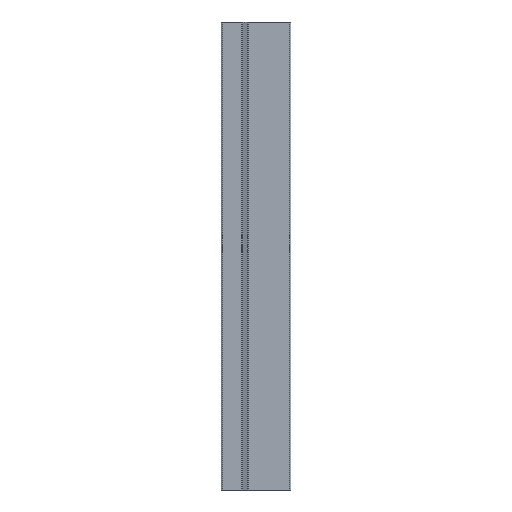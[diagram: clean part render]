
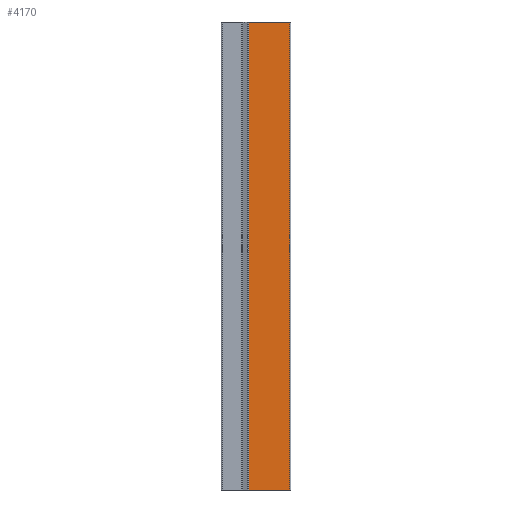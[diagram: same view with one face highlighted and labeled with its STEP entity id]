
A CAD part, left-side view. The second image highlights one B-rep face of the part: STEP entity #4170.
In plain terms, the highlighted face is planar.
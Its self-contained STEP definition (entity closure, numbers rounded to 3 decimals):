
#141=PLANE('',#4507);
#279=LINE('',#7119,#543);
#280=LINE('',#7121,#544);
#281=LINE('',#7123,#545);
#282=LINE('',#7125,#546);
#543=VECTOR('',#5190,1000.);
#544=VECTOR('',#5193,1000.);
#545=VECTOR('',#5194,1000.);
#546=VECTOR('',#5195,1000.);
#1202=ORIENTED_EDGE('',*,*,#2254,.F.);
#1203=ORIENTED_EDGE('',*,*,#2253,.F.);
#1204=ORIENTED_EDGE('',*,*,#2255,.T.);
#1205=ORIENTED_EDGE('',*,*,#2256,.T.);
#2253=EDGE_CURVE('',#2757,#2756,#279,.T.);
#2254=EDGE_CURVE('',#2756,#2758,#280,.T.);
#2255=EDGE_CURVE('',#2757,#2759,#281,.T.);
#2256=EDGE_CURVE('',#2759,#2758,#282,.T.);
#2756=VERTEX_POINT('',#7116);
#2757=VERTEX_POINT('',#7118);
#2758=VERTEX_POINT('',#7122);
#2759=VERTEX_POINT('',#7124);
#3184=EDGE_LOOP('',(#1202,#1203,#1204,#1205));
#3620=FACE_BOUND('',#3184,.T.);
#4170=ADVANCED_FACE('',(#3620),#141,.T.);
#4507=AXIS2_PLACEMENT_3D('',#7120,#5191,#5192);
#5190=DIRECTION('',(0.,0.,1.));
#5191=DIRECTION('',(1.,0.,0.));
#5192=DIRECTION('',(0.,0.,-1.));
#5193=DIRECTION('',(0.,1.,0.));
#5194=DIRECTION('',(0.,1.,0.));
#5195=DIRECTION('',(0.,0.,1.));
#7116=CARTESIAN_POINT('',(40.5,0.5,0.));
#7118=CARTESIAN_POINT('',(40.5,0.5,-194.));
#7119=CARTESIAN_POINT('',(40.5,0.5,-194.));
#7120=CARTESIAN_POINT('',(40.5,0.5,-194.));
#7121=CARTESIAN_POINT('',(40.5,0.5,0.));
#7122=CARTESIAN_POINT('',(40.5,17.535,0.));
#7123=CARTESIAN_POINT('',(40.5,0.5,-194.));
#7124=CARTESIAN_POINT('',(40.5,17.535,-194.));
#7125=CARTESIAN_POINT('',(40.5,17.535,-194.));
